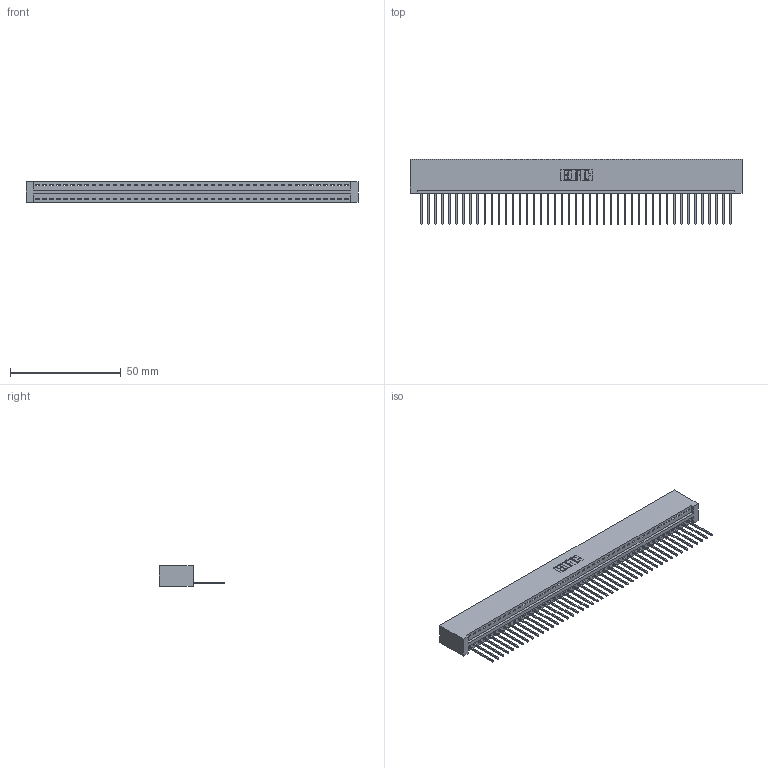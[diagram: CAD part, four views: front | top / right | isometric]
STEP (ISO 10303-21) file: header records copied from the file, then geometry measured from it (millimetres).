
FILE_DESCRIPTION (( 'STEP AP203' ), '1' );
FILE_NAME ('346-045-540-101.STEP', '2022-05-09T18:40:47', ( '' ), ( '' ), 'SwSTEP 2.0', 'SolidWorks 2020', '' );
FILE_SCHEMA (( 'CONFIG_CONTROL_DESIGN' ));
Length unit declared in the file: inch
Products named in the file (3): 346 Part_No Mounting Lugs; 345-292-001_345-293-140; 346-045-540-101
Assembly tree (46 placements, depth 2):
  346-045-540-101
    346 Part_No Mounting Lugs
    345-292-001_345-293-140  x45
Bounding box: 150.11 x 29.46 x 9.4 mm (x, y, z)
Volume: 15000.2 mm3; surface area: 19300.7 mm2
Topology: 46 solids, 46 shells, 2724 faces, 8225 edges, 5422 vertices
Faces by surface type: plane 1872, cylinder 852
Entity records: 27265 total; most frequent: CARTESIAN_POINT 4679, ORIENTED_EDGE 4658, DIRECTION 4119, EDGE_CURVE 2329, LINE 2025, VECTOR 2025, VERTEX_POINT 1550, AXIS2_PLACEMENT_3D 1047
